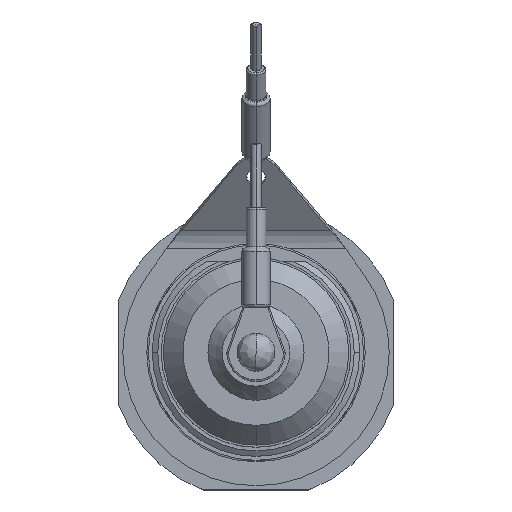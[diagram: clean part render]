
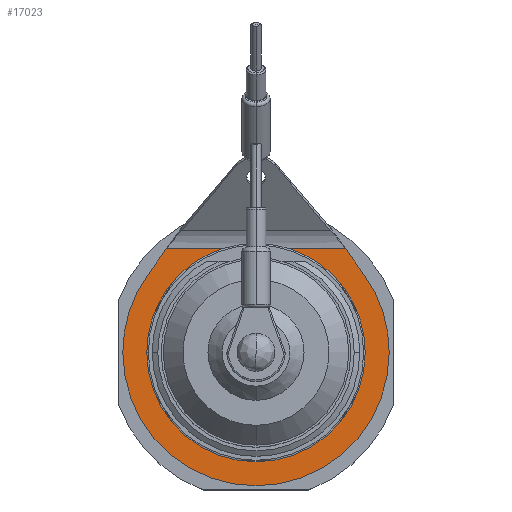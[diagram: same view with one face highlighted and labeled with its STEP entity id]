
A CAD part, top view. The second image highlights one B-rep face of the part: STEP entity #17023.
In plain terms, the highlighted face is planar.
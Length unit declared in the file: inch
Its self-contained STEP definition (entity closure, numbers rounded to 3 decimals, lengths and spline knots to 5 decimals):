
#417 = VERTEX_POINT ( 'NONE', #10487 ) ;
#467 = CARTESIAN_POINT ( 'NONE',  ( 0.59064, -0.68387, -0.00001 ) ) ;
#1185 = CARTESIAN_POINT ( 'NONE',  ( 0.59064, -0.68387, -0.00001 ) ) ;
#1436 = B_SPLINE_CURVE_WITH_KNOTS ( 'NONE', 3,
 ( #7594, #14850, #16448, #6180 ),
 .UNSPECIFIED., .F., .F.,
 ( 4, 4 ),
 ( 0., 1. ),
 .UNSPECIFIED. ) ;
#1441 = LINE ( 'NONE', #8364, #8303 ) ;
#1979 = DIRECTION ( 'NONE',  ( 0., 0.009, 1. ) ) ;
#2104 = VERTEX_POINT ( 'NONE', #467 ) ;
#2492 = AXIS2_PLACEMENT_3D ( 'NONE', #10945, #15460, #12463 ) ;
#2633 = ORIENTED_EDGE ( 'NONE', *, *, #17691, .T. ) ;
#2774 = EDGE_CURVE ( 'NONE', #5534, #6455, #10239, .T. ) ;
#2895 = EDGE_CURVE ( 'NONE', #3448, #17115, #4072, .T. ) ;
#3448 = VERTEX_POINT ( 'NONE', #10558 ) ;
#4072 = CIRCLE ( 'NONE', #15651, 0.72 ) ;
#4147 = CARTESIAN_POINT ( 'NONE',  ( 0., -0.00021, -0.00606 ) ) ;
#4604 = CARTESIAN_POINT ( 'NONE',  ( 0., -0.68388, -0.00001 ) ) ;
#4717 = CARTESIAN_POINT ( 'NONE',  ( -0.59064, -0.68387, -0.00001 ) ) ;
#4784 = CARTESIAN_POINT ( 'NONE',  ( 0.72, -0.00021, -0.00606 ) ) ;
#4792 = ORIENTED_EDGE ( 'NONE', *, *, #2774, .F. ) ;
#4896 = B_SPLINE_CURVE_WITH_KNOTS ( 'NONE', 3,
 ( #1185, #17216, #5523, #18495 ),
 .UNSPECIFIED., .F., .F.,
 ( 4, 4 ),
 ( 0., 1. ),
 .UNSPECIFIED. ) ;
#5291 = CARTESIAN_POINT ( 'NONE',  ( 0., -0.00021, -0.00606 ) ) ;
#5523 = CARTESIAN_POINT ( 'NONE',  ( 0.67324, -0.56824, -0.00103 ) ) ;
#5534 = VERTEX_POINT ( 'NONE', #11652 ) ;
#6180 = CARTESIAN_POINT ( 'NONE',  ( -0.59064, -0.68387, -0.00001 ) ) ;
#6339 = EDGE_CURVE ( 'NONE', #2104, #9442, #1441, .T. ) ;
#6450 = CIRCLE ( 'NONE', #2492, 0.878 ) ;
#6455 = VERTEX_POINT ( 'NONE', #10230 ) ;
#6521 = EDGE_CURVE ( 'NONE', #17115, #10722, #12107, .T. ) ;
#7118 = DIRECTION ( 'NONE',  ( 0., 1., -0.009 ) ) ;
#7250 = CARTESIAN_POINT ( 'NONE',  ( 0., -0.00021, -0.00606 ) ) ;
#7398 = DIRECTION ( 'NONE',  ( -1., 0., 0. ) ) ;
#7490 = AXIS2_PLACEMENT_3D ( 'NONE', #5291, #18539, #11349 ) ;
#7594 = CARTESIAN_POINT ( 'NONE',  ( -0.71453, -0.51041, -0.00154 ) ) ;
#7779 = EDGE_CURVE ( 'NONE', #9442, #18823, #14452, .T. ) ;
#8023 = CARTESIAN_POINT ( 'NONE',  ( 0., -0.00021, -0.00606 ) ) ;
#8215 = EDGE_CURVE ( 'NONE', #417, #10722, #1436, .T. ) ;
#8247 = CARTESIAN_POINT ( 'NONE',  ( 0., -0.00021, -0.00606 ) ) ;
#8303 = VECTOR ( 'NONE', #15565, 39.37008 ) ;
#8324 = EDGE_LOOP ( 'NONE', ( #16271, #2633, #9991, #8428, #8935, #11099, #4792, #10040, #9663, #15389 ) ) ;
#8364 = CARTESIAN_POINT ( 'NONE',  ( 0., -0.68388, -0.00001 ) ) ;
#8428 = ORIENTED_EDGE ( 'NONE', *, *, #6521, .T. ) ;
#8935 = ORIENTED_EDGE ( 'NONE', *, *, #8215, .F. ) ;
#9155 = PLANE ( 'NONE',  #14517 ) ;
#9278 = DIRECTION ( 'NONE',  ( 0., 1., -0.009 ) ) ;
#9442 = VERTEX_POINT ( 'NONE', #13644 ) ;
#9663 = ORIENTED_EDGE ( 'NONE', *, *, #12126, .F. ) ;
#9991 = ORIENTED_EDGE ( 'NONE', *, *, #2895, .T. ) ;
#10040 = ORIENTED_EDGE ( 'NONE', *, *, #12647, .F. ) ;
#10230 = CARTESIAN_POINT ( 'NONE',  ( -0.878, -0.00021, -0.00606 ) ) ;
#10239 = CIRCLE ( 'NONE', #17950, 0.878 ) ;
#10487 = CARTESIAN_POINT ( 'NONE',  ( -0.71453, -0.51041, -0.00154 ) ) ;
#10558 = CARTESIAN_POINT ( 'NONE',  ( -0.72, -0.00021, -0.00606 ) ) ;
#10722 = VERTEX_POINT ( 'NONE', #4717 ) ;
#10798 = CIRCLE ( 'NONE', #7490, 0.72 ) ;
#10813 = VERTEX_POINT ( 'NONE', #15142 ) ;
#10945 = CARTESIAN_POINT ( 'NONE',  ( 0., -0.00021, -0.00606 ) ) ;
#11003 = DIRECTION ( 'NONE',  ( 0., 0.009, 1. ) ) ;
#11099 = ORIENTED_EDGE ( 'NONE', *, *, #17083, .F. ) ;
#11349 = DIRECTION ( 'NONE',  ( 0., 1., -0.009 ) ) ;
#11409 = DIRECTION ( 'NONE',  ( 0., 1., -0.009 ) ) ;
#11450 = VECTOR ( 'NONE', #7398, 39.37008 ) ;
#11652 = CARTESIAN_POINT ( 'NONE',  ( 0.878, -0.00021, -0.00606 ) ) ;
#11694 = AXIS2_PLACEMENT_3D ( 'NONE', #8023, #1979, #9278 ) ;
#12107 = LINE ( 'NONE', #4604, #11450 ) ;
#12126 = EDGE_CURVE ( 'NONE', #2104, #10813, #4896, .T. ) ;
#12463 = DIRECTION ( 'NONE',  ( 0., 1., -0.009 ) ) ;
#12647 = EDGE_CURVE ( 'NONE', #10813, #5534, #6450, .T. ) ;
#13644 = CARTESIAN_POINT ( 'NONE',  ( 0.22558, -0.6834, 0.00001 ) ) ;
#14452 = CIRCLE ( 'NONE', #17174, 0.72 ) ;
#14517 = AXIS2_PLACEMENT_3D ( 'NONE', #16445, #16323, #16264 ) ;
#14850 = CARTESIAN_POINT ( 'NONE',  ( -0.67324, -0.56824, -0.00103 ) ) ;
#15094 = CARTESIAN_POINT ( 'NONE',  ( -0.22558, -0.6834, 0.00001 ) ) ;
#15142 = CARTESIAN_POINT ( 'NONE',  ( 0.71453, -0.51041, -0.00154 ) ) ;
#15389 = ORIENTED_EDGE ( 'NONE', *, *, #6339, .T. ) ;
#15460 = DIRECTION ( 'NONE',  ( 0., 0.009, 1. ) ) ;
#15565 = DIRECTION ( 'NONE',  ( -1., 0., 0. ) ) ;
#15651 = AXIS2_PLACEMENT_3D ( 'NONE', #4147, #15796, #7118 ) ;
#15796 = DIRECTION ( 'NONE',  ( 0., 0.009, 1. ) ) ;
#15848 = CIRCLE ( 'NONE', #11694, 0.878 ) ;
#16264 = DIRECTION ( 'NONE',  ( 1., 0., 0. ) ) ;
#16271 = ORIENTED_EDGE ( 'NONE', *, *, #7779, .T. ) ;
#16323 = DIRECTION ( 'NONE',  ( 0., 0.009, 1. ) ) ;
#16445 = CARTESIAN_POINT ( 'NONE',  ( 0., -0.00021, -0.00606 ) ) ;
#16448 = CARTESIAN_POINT ( 'NONE',  ( -0.63195, -0.62606, -0.00052 ) ) ;
#17023 = ADVANCED_FACE ( 'NONE', ( #17666 ), #9155, .F. ) ;
#17083 = EDGE_CURVE ( 'NONE', #6455, #417, #15848, .T. ) ;
#17115 = VERTEX_POINT ( 'NONE', #15094 ) ;
#17174 = AXIS2_PLACEMENT_3D ( 'NONE', #8247, #11003, #18336 ) ;
#17216 = CARTESIAN_POINT ( 'NONE',  ( 0.63195, -0.62606, -0.00052 ) ) ;
#17334 = DIRECTION ( 'NONE',  ( 0., 0.009, 1. ) ) ;
#17666 = FACE_OUTER_BOUND ( 'NONE', #8324, .T. ) ;
#17691 = EDGE_CURVE ( 'NONE', #18823, #3448, #10798, .T. ) ;
#17950 = AXIS2_PLACEMENT_3D ( 'NONE', #7250, #17334, #11409 ) ;
#18336 = DIRECTION ( 'NONE',  ( 0., 1., -0.009 ) ) ;
#18495 = CARTESIAN_POINT ( 'NONE',  ( 0.71453, -0.51041, -0.00154 ) ) ;
#18539 = DIRECTION ( 'NONE',  ( 0., 0.009, 1. ) ) ;
#18823 = VERTEX_POINT ( 'NONE', #4784 ) ;
